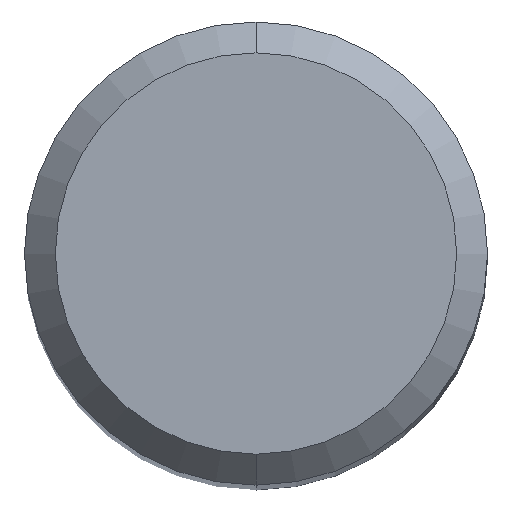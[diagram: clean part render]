
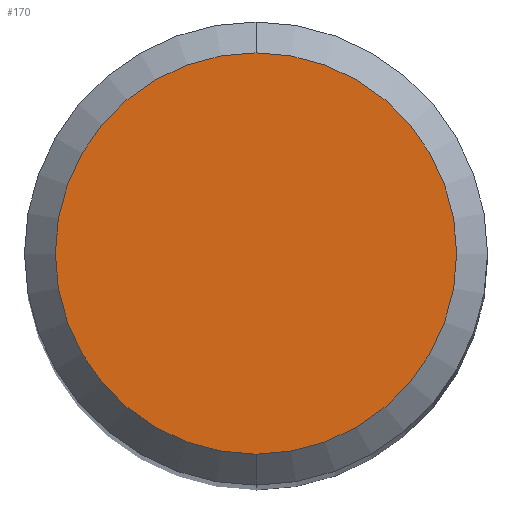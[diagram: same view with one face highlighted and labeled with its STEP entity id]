
A CAD part, top view. The second image highlights one B-rep face of the part: STEP entity #170.
In plain terms, the highlighted planar face has unit normal (0, 0, 1).
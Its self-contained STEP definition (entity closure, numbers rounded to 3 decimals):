
#112=EDGE_CURVE('',#192,#248,#277,.T.);
#138=EDGE_CURVE('',#248,#192,#307,.T.);
#170=ADVANCED_FACE('',(#341),#342,.T.);
#192=VERTEX_POINT('',#367);
#248=VERTEX_POINT('',#432);
#277=CIRCLE('',#457,2.6);
#307=CIRCLE('',#494,2.6);
#341=FACE_OUTER_BOUND('',#540,.T.);
#342=PLANE('',#541);
#367=CARTESIAN_POINT('',(0.0,2.6,0.0));
#432=CARTESIAN_POINT('',(0.,-2.6,0.0));
#457=AXIS2_PLACEMENT_3D('',#657,#658,#659);
#494=AXIS2_PLACEMENT_3D('',#697,#698,#699);
#540=EDGE_LOOP('',(#736,#737));
#541=AXIS2_PLACEMENT_3D('',#738,#739,#740);
#657=CARTESIAN_POINT('',(0.0,0.0,0.0));
#658=DIRECTION('',(0.0,0.0,-1.0));
#659=DIRECTION('',(0.0,1.0,0.0));
#697=CARTESIAN_POINT('',(0.0,0.0,0.0));
#698=DIRECTION('',(0.0,0.0,-1.0));
#699=DIRECTION('',(0.0,1.0,0.0));
#736=ORIENTED_EDGE('',*,*,#112,.F.);
#737=ORIENTED_EDGE('',*,*,#138,.F.);
#738=CARTESIAN_POINT('',(0.0,1.3,0.0));
#739=DIRECTION('',(-0.0,0.0,1.0));
#740=DIRECTION('',(0.0,-1.0,0.0));
